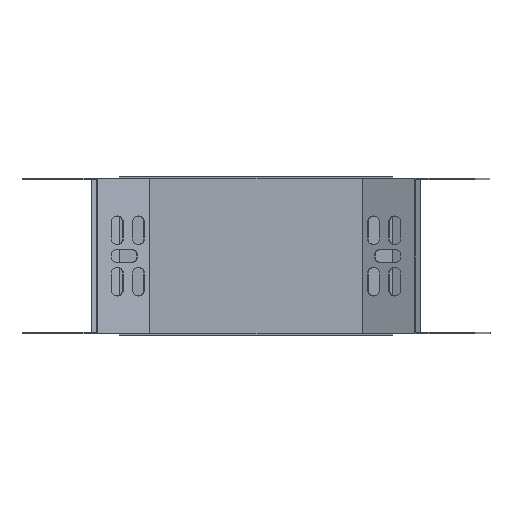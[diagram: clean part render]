
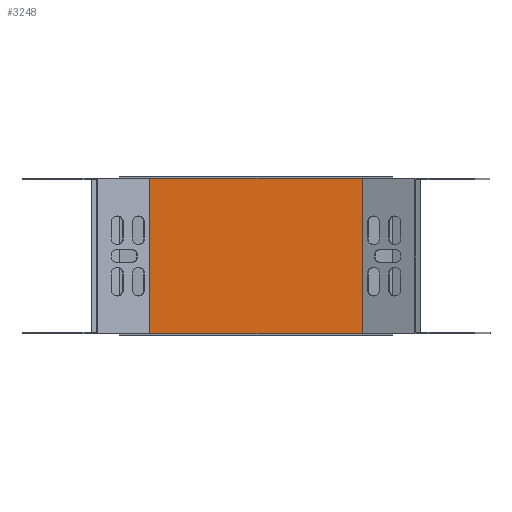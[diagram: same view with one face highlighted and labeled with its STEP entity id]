
A CAD part, front view. The second image highlights one B-rep face of the part: STEP entity #3248.
In plain terms, the highlighted planar face has unit normal (0, -1, 0).
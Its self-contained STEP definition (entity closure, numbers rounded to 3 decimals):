
#304 = CARTESIAN_POINT ( 'NONE',  ( 55.75, -81., -39. ) ) ;
#329 = VECTOR ( 'NONE', #1398, 1000. ) ;
#353 = VERTEX_POINT ( 'NONE', #5308 ) ;
#564 = VERTEX_POINT ( 'NONE', #5055 ) ;
#1145 = DIRECTION ( 'NONE',  ( 0., -1., 0. ) ) ;
#1312 = DIRECTION ( 'NONE',  ( -1., 0., 0. ) ) ;
#1377 = EDGE_CURVE ( 'NONE', #4770, #564, #1826, .T. ) ;
#1398 = DIRECTION ( 'NONE',  ( 0., 0., 1. ) ) ;
#1713 = EDGE_CURVE ( 'NONE', #353, #6853, #6816, .T. ) ;
#1826 = LINE ( 'NONE', #304, #329 ) ;
#2480 = EDGE_CURVE ( 'NONE', #564, #6853, #5908, .T. ) ;
#2521 = CARTESIAN_POINT ( 'NONE',  ( -55.75, -81., -39. ) ) ;
#2526 = VECTOR ( 'NONE', #6738, 1000. ) ;
#2701 = EDGE_LOOP ( 'NONE', ( #4927, #5043, #5257, #5064 ) ) ;
#2833 = CARTESIAN_POINT ( 'NONE',  ( -55.75, -81., -39. ) ) ;
#3248 = ADVANCED_FACE ( 'NONE', ( #7049 ), #4935, .T. ) ;
#3312 = LINE ( 'NONE', #6640, #4570 ) ;
#3956 = CARTESIAN_POINT ( 'NONE',  ( 55.75, -81., -40.8 ) ) ;
#4378 = VECTOR ( 'NONE', #1312, 1000. ) ;
#4409 = DIRECTION ( 'NONE',  ( -1., 0., 0. ) ) ;
#4521 = CARTESIAN_POINT ( 'NONE',  ( 56.881, -81., 40.8 ) ) ;
#4570 = VECTOR ( 'NONE', #4891, 1000. ) ;
#4770 = VERTEX_POINT ( 'NONE', #3956 ) ;
#4891 = DIRECTION ( 'NONE',  ( 1., 0., 0. ) ) ;
#4927 = ORIENTED_EDGE ( 'NONE', *, *, #1377, .T. ) ;
#4935 = PLANE ( 'NONE',  #5822 ) ;
#5043 = ORIENTED_EDGE ( 'NONE', *, *, #2480, .T. ) ;
#5055 = CARTESIAN_POINT ( 'NONE',  ( 55.75, -81., 40.8 ) ) ;
#5064 = ORIENTED_EDGE ( 'NONE', *, *, #6949, .T. ) ;
#5257 = ORIENTED_EDGE ( 'NONE', *, *, #1713, .F. ) ;
#5308 = CARTESIAN_POINT ( 'NONE',  ( -55.75, -81., -40.8 ) ) ;
#5822 = AXIS2_PLACEMENT_3D ( 'NONE', #2833, #1145, #4409 ) ;
#5908 = LINE ( 'NONE', #4521, #4378 ) ;
#6101 = CARTESIAN_POINT ( 'NONE',  ( -55.75, -81., 40.8 ) ) ;
#6640 = CARTESIAN_POINT ( 'NONE',  ( -56.881, -81., -40.8 ) ) ;
#6738 = DIRECTION ( 'NONE',  ( 0., 0., 1. ) ) ;
#6816 = LINE ( 'NONE', #2521, #2526 ) ;
#6853 = VERTEX_POINT ( 'NONE', #6101 ) ;
#6949 = EDGE_CURVE ( 'NONE', #353, #4770, #3312, .T. ) ;
#7049 = FACE_OUTER_BOUND ( 'NONE', #2701, .T. ) ;
